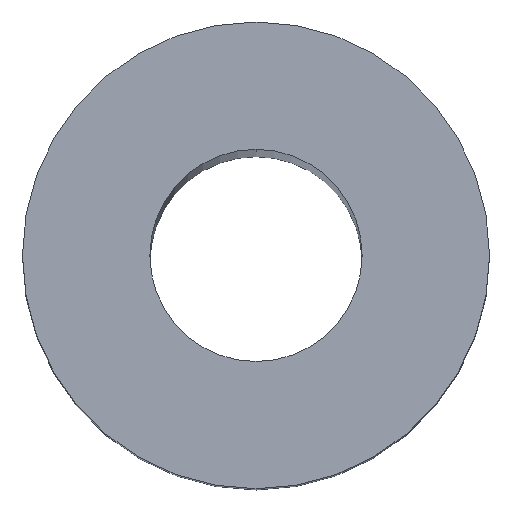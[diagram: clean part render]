
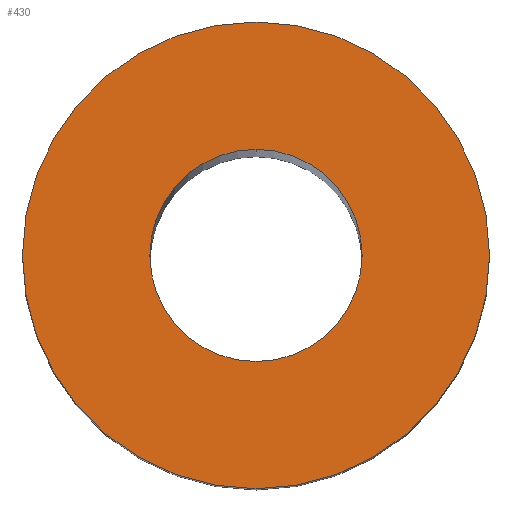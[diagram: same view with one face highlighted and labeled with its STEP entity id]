
A CAD part, front view. The second image highlights one B-rep face of the part: STEP entity #430.
In plain terms, the highlighted face is planar.
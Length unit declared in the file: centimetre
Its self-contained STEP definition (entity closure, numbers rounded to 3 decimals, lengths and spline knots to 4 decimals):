
#17 = CIRCLE ( 'NONE', #693, 1.5875 ) ;
#75 = CARTESIAN_POINT ( 'NONE',  ( 68.1567, 228.6044, 22.8792 ) ) ;
#90 = VERTEX_POINT ( 'NONE', #420 ) ;
#133 = CIRCLE ( 'NONE', #720, 3.4925 ) ;
#138 = FACE_BOUND ( 'NONE', #768, .T. ) ;
#146 = CARTESIAN_POINT ( 'NONE',  ( 68.1567, 228.9134, 27.9498 ) ) ;
#151 = CARTESIAN_POINT ( 'NONE',  ( 68.1567, 228.8168, 26.3653 ) ) ;
#160 = ORIENTED_EDGE ( 'NONE', *, *, #210, .T. ) ;
#167 = VERTEX_POINT ( 'NONE', #675 ) ;
#182 = DIRECTION ( 'NONE',  ( 0., 0.998, -0.061 ) ) ;
#210 = EDGE_CURVE ( 'NONE', #167, #518, #133, .T. ) ;
#211 = PLANE ( 'NONE',  #311 ) ;
#215 = ORIENTED_EDGE ( 'NONE', *, *, #278, .F. ) ;
#234 = CIRCLE ( 'NONE', #738, 1.5875 ) ;
#237 = FACE_OUTER_BOUND ( 'NONE', #462, .T. ) ;
#242 = CARTESIAN_POINT ( 'NONE',  ( 68.1567, 228.8168, 26.3653 ) ) ;
#265 = ORIENTED_EDGE ( 'NONE', *, *, #307, .T. ) ;
#278 = EDGE_CURVE ( 'NONE', #761, #90, #17, .T. ) ;
#293 = DIRECTION ( 'NONE',  ( 0., 0.998, -0.061 ) ) ;
#307 = EDGE_CURVE ( 'NONE', #518, #167, #656, .T. ) ;
#311 = AXIS2_PLACEMENT_3D ( 'NONE', #631, #566, #461 ) ;
#395 = DIRECTION ( 'NONE',  ( 0., 0.061, 0.998 ) ) ;
#420 = CARTESIAN_POINT ( 'NONE',  ( 68.1567, 228.7202, 24.7807 ) ) ;
#429 = DIRECTION ( 'NONE',  ( 0., 0.061, 0.998 ) ) ;
#430 = ADVANCED_FACE ( 'NONE', ( #237, #138 ), #211, .T. ) ;
#452 = EDGE_CURVE ( 'NONE', #90, #761, #234, .T. ) ;
#461 = DIRECTION ( 'NONE',  ( -1., 0., 0. ) ) ;
#462 = EDGE_LOOP ( 'NONE', ( #265, #160 ) ) ;
#472 = ORIENTED_EDGE ( 'NONE', *, *, #452, .F. ) ;
#495 = DIRECTION ( 'NONE',  ( 0., 0.998, -0.061 ) ) ;
#518 = VERTEX_POINT ( 'NONE', #75 ) ;
#544 = DIRECTION ( 'NONE',  ( 0., 0.061, 0.998 ) ) ;
#554 = CARTESIAN_POINT ( 'NONE',  ( 68.1567, 228.8168, 26.3653 ) ) ;
#566 = DIRECTION ( 'NONE',  ( 0., 0.998, -0.061 ) ) ;
#597 = DIRECTION ( 'NONE',  ( 0., 0.061, 0.998 ) ) ;
#622 = DIRECTION ( 'NONE',  ( 0., 0.998, -0.061 ) ) ;
#631 = CARTESIAN_POINT ( 'NONE',  ( 68.1567, 228.8168, 26.3653 ) ) ;
#656 = CIRCLE ( 'NONE', #681, 3.4925 ) ;
#675 = CARTESIAN_POINT ( 'NONE',  ( 68.1567, 229.0293, 29.8513 ) ) ;
#681 = AXIS2_PLACEMENT_3D ( 'NONE', #795, #495, #544 ) ;
#693 = AXIS2_PLACEMENT_3D ( 'NONE', #554, #293, #597 ) ;
#720 = AXIS2_PLACEMENT_3D ( 'NONE', #242, #182, #429 ) ;
#738 = AXIS2_PLACEMENT_3D ( 'NONE', #151, #622, #395 ) ;
#761 = VERTEX_POINT ( 'NONE', #146 ) ;
#768 = EDGE_LOOP ( 'NONE', ( #472, #215 ) ) ;
#795 = CARTESIAN_POINT ( 'NONE',  ( 68.1567, 228.8168, 26.3653 ) ) ;
